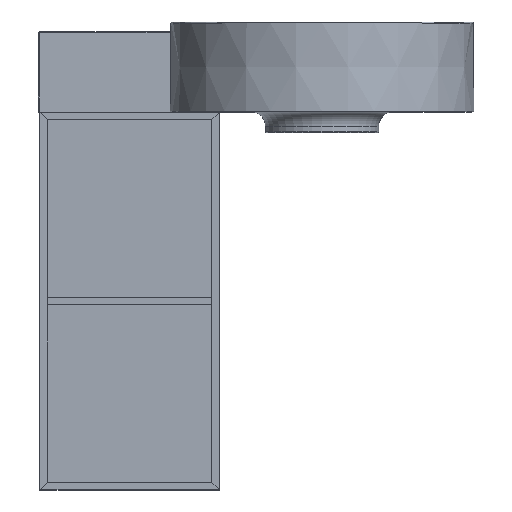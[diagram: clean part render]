
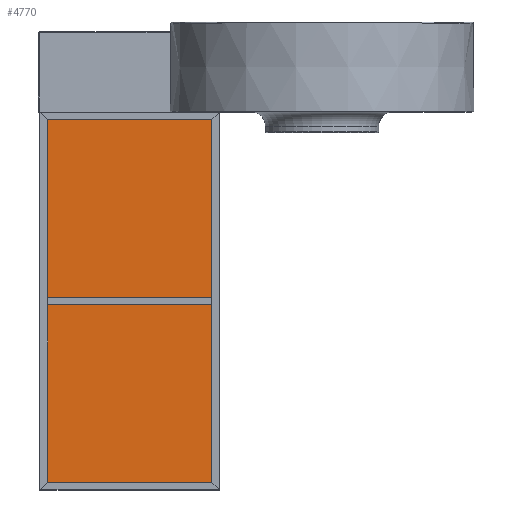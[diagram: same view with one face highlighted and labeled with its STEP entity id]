
A CAD part, top view. The second image highlights one B-rep face of the part: STEP entity #4770.
In plain terms, the highlighted planar face has unit normal (0, 0, 1).
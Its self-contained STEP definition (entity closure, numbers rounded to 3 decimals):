
#199 = CARTESIAN_POINT ( 'NONE',  ( 185., 5., -111. ) ) ;
#534 = ORIENTED_EDGE ( 'NONE', *, *, #3652, .F. ) ;
#667 = LINE ( 'NONE', #1016, #3197 ) ;
#694 = CARTESIAN_POINT ( 'NONE',  ( 5., 5., -111. ) ) ;
#796 = ORIENTED_EDGE ( 'NONE', *, *, #1729, .T. ) ;
#802 = CARTESIAN_POINT ( 'NONE',  ( 5., 395., -111. ) ) ;
#926 = VERTEX_POINT ( 'NONE', #2206 ) ;
#1016 = CARTESIAN_POINT ( 'NONE',  ( 5., 576.178, -111. ) ) ;
#1183 = CARTESIAN_POINT ( 'NONE',  ( 5., 576.178, -111. ) ) ;
#1351 = EDGE_CURVE ( 'NONE', #1999, #4444, #3491, .T. ) ;
#1433 = LINE ( 'NONE', #694, #1809 ) ;
#1537 = FACE_OUTER_BOUND ( 'NONE', #2899, .T. ) ;
#1656 = VECTOR ( 'NONE', #2346, 1000. ) ;
#1729 = EDGE_CURVE ( 'NONE', #2307, #926, #667, .T. ) ;
#1809 = VECTOR ( 'NONE', #4808, 1000. ) ;
#1966 = DIRECTION ( 'NONE',  ( -1., 0., 0. ) ) ;
#1999 = VERTEX_POINT ( 'NONE', #3229 ) ;
#2206 = CARTESIAN_POINT ( 'NONE',  ( 5., 5., -111. ) ) ;
#2299 = LINE ( 'NONE', #4587, #1656 ) ;
#2307 = VERTEX_POINT ( 'NONE', #802 ) ;
#2346 = DIRECTION ( 'NONE',  ( 1., 0., 0. ) ) ;
#2394 = DIRECTION ( 'NONE',  ( 0., 0., -1. ) ) ;
#2579 = EDGE_CURVE ( 'NONE', #926, #4444, #1433, .T. ) ;
#2598 = ORIENTED_EDGE ( 'NONE', *, *, #2579, .T. ) ;
#2779 = AXIS2_PLACEMENT_3D ( 'NONE', #1183, #2394, #1966 ) ;
#2899 = EDGE_LOOP ( 'NONE', ( #534, #796, #2598, #4105 ) ) ;
#3197 = VECTOR ( 'NONE', #4698, 1000. ) ;
#3229 = CARTESIAN_POINT ( 'NONE',  ( 185., 395., -111. ) ) ;
#3491 = LINE ( 'NONE', #4631, #4782 ) ;
#3652 = EDGE_CURVE ( 'NONE', #2307, #1999, #2299, .T. ) ;
#4105 = ORIENTED_EDGE ( 'NONE', *, *, #1351, .F. ) ;
#4264 = DIRECTION ( 'NONE',  ( 0., -1., 0. ) ) ;
#4444 = VERTEX_POINT ( 'NONE', #199 ) ;
#4540 = PLANE ( 'NONE',  #2779 ) ;
#4587 = CARTESIAN_POINT ( 'NONE',  ( 5., 395., -111. ) ) ;
#4631 = CARTESIAN_POINT ( 'NONE',  ( 185., 576.178, -111. ) ) ;
#4698 = DIRECTION ( 'NONE',  ( 0., -1., 0. ) ) ;
#4770 = ADVANCED_FACE ( 'NONE', ( #1537 ), #4540, .F. ) ;
#4782 = VECTOR ( 'NONE', #4264, 1000. ) ;
#4808 = DIRECTION ( 'NONE',  ( 1., 0., 0. ) ) ;
